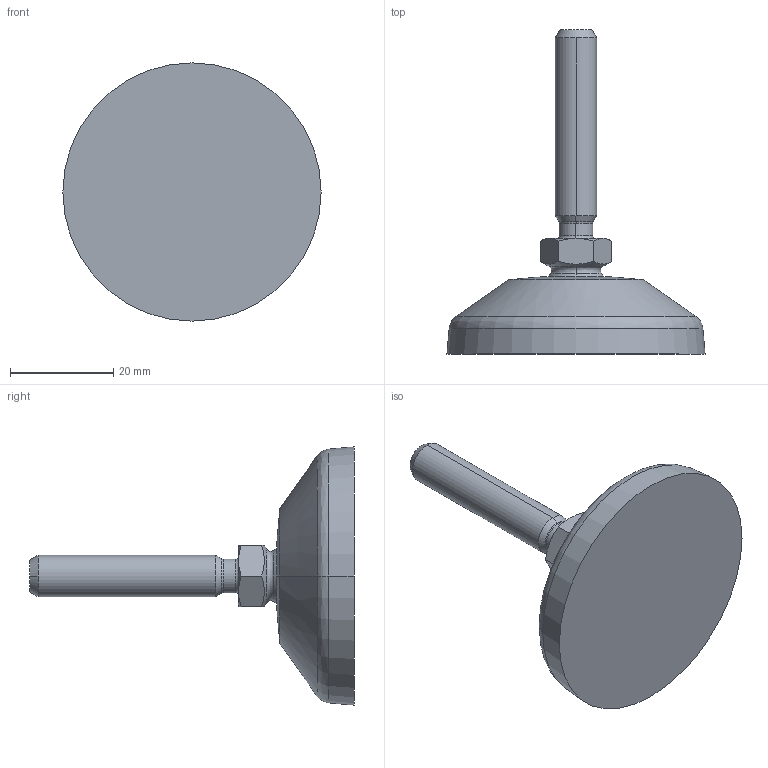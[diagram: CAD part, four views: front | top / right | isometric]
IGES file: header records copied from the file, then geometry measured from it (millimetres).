
Start section:  PTC IGES file: R0173625312.igs
Global section: file name: R0173625312.igs; native system: Pro/ENGINEER by Parametric Technology Corporation; preprocessor: 2009380; author: RCRU51; organization: Rex Nord Marbet spa; date: 20100507.122231; units: millimetre
Bounding box: 50 x 62.8 x 50 mm (x, y, z)
Surface area: 6742.2 mm2 (no closed solid volume)
Topology: 0 solids, 0 shells, 55 faces, 236 edges, 236 vertices
Faces by surface type: revolution 40, bspline 15
